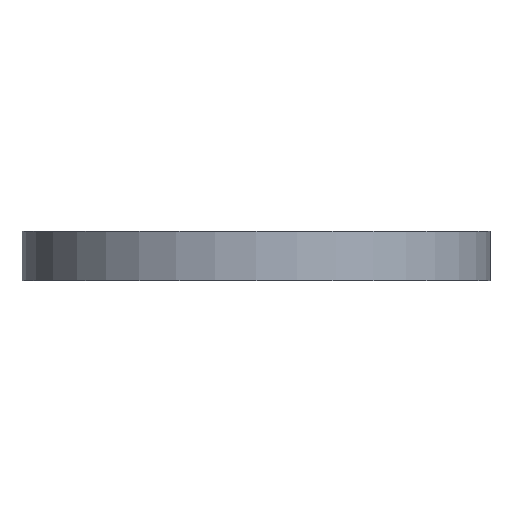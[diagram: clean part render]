
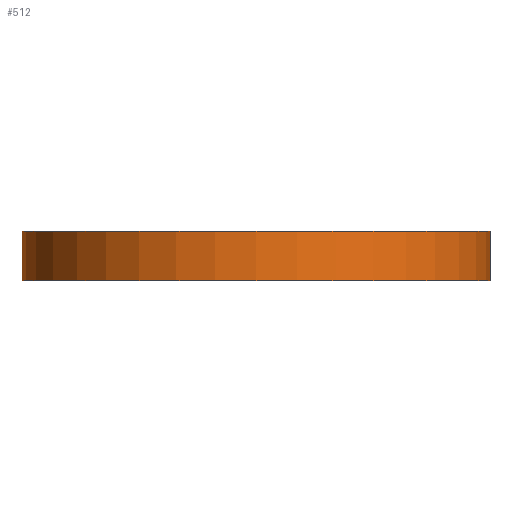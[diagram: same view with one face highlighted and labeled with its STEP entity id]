
A CAD part, front view. The second image highlights one B-rep face of the part: STEP entity #512.
In plain terms, the highlighted cylindrical face has radius 9.525 mm (diameter 19.05 mm), a partial arc.
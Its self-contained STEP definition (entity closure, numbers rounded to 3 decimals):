
#8 = CARTESIAN_POINT ( 'NONE',  ( 9.525, 0., -2. ) ) ;
#31 = CARTESIAN_POINT ( 'NONE',  ( 0., 0., -2. ) ) ;
#96 = DIRECTION ( 'NONE',  ( 0., 0., 1. ) ) ;
#99 = DIRECTION ( 'NONE',  ( 0., 0., 1. ) ) ;
#109 = DIRECTION ( 'NONE',  ( 0., 0., 1. ) ) ;
#154 = AXIS2_PLACEMENT_3D ( 'NONE', #713, #717, #379 ) ;
#171 = LINE ( 'NONE', #293, #442 ) ;
#178 = ORIENTED_EDGE ( 'NONE', *, *, #828, .F. ) ;
#228 = CARTESIAN_POINT ( 'NONE',  ( -9.525, 0., -2. ) ) ;
#242 = VERTEX_POINT ( 'NONE', #355 ) ;
#247 = EDGE_CURVE ( 'NONE', #242, #400, #691, .T. ) ;
#281 = ORIENTED_EDGE ( 'NONE', *, *, #247, .T. ) ;
#293 = CARTESIAN_POINT ( 'NONE',  ( -9.525, 0., -2. ) ) ;
#310 = CIRCLE ( 'NONE', #417, 9.525 ) ;
#314 = VERTEX_POINT ( 'NONE', #862 ) ;
#355 = CARTESIAN_POINT ( 'NONE',  ( 9.525, 0., -2. ) ) ;
#359 = CARTESIAN_POINT ( 'NONE',  ( 9.525, 0., 0. ) ) ;
#379 = DIRECTION ( 'NONE',  ( 1., 0., 0. ) ) ;
#400 = VERTEX_POINT ( 'NONE', #359 ) ;
#407 = EDGE_CURVE ( 'NONE', #459, #242, #310, .T. ) ;
#417 = AXIS2_PLACEMENT_3D ( 'NONE', #31, #96, #831 ) ;
#425 = DIRECTION ( 'NONE',  ( 1., 0., 0. ) ) ;
#442 = VECTOR ( 'NONE', #109, 1000. ) ;
#456 = CIRCLE ( 'NONE', #854, 9.525 ) ;
#459 = VERTEX_POINT ( 'NONE', #228 ) ;
#512 = ADVANCED_FACE ( 'NONE', ( #579 ), #848, .T. ) ;
#579 = FACE_OUTER_BOUND ( 'NONE', #822, .T. ) ;
#617 = DIRECTION ( 'NONE',  ( 0., 0., 1. ) ) ;
#661 = ORIENTED_EDGE ( 'NONE', *, *, #407, .T. ) ;
#691 = LINE ( 'NONE', #8, #837 ) ;
#713 = CARTESIAN_POINT ( 'NONE',  ( 0., 0., -2. ) ) ;
#717 = DIRECTION ( 'NONE',  ( 0., 0., 1. ) ) ;
#749 = CARTESIAN_POINT ( 'NONE',  ( 0., 0., 0. ) ) ;
#759 = EDGE_CURVE ( 'NONE', #459, #314, #171, .T. ) ;
#822 = EDGE_LOOP ( 'NONE', ( #859, #661, #281, #178 ) ) ;
#828 = EDGE_CURVE ( 'NONE', #314, #400, #456, .T. ) ;
#831 = DIRECTION ( 'NONE',  ( 1., 0., 0. ) ) ;
#837 = VECTOR ( 'NONE', #99, 1000. ) ;
#848 = CYLINDRICAL_SURFACE ( 'NONE', #154, 9.525 ) ;
#854 = AXIS2_PLACEMENT_3D ( 'NONE', #749, #617, #425 ) ;
#859 = ORIENTED_EDGE ( 'NONE', *, *, #759, .F. ) ;
#862 = CARTESIAN_POINT ( 'NONE',  ( -9.525, 0., 0. ) ) ;
